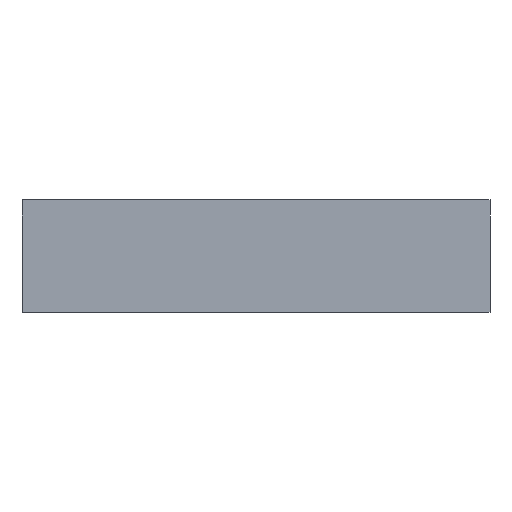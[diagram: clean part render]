
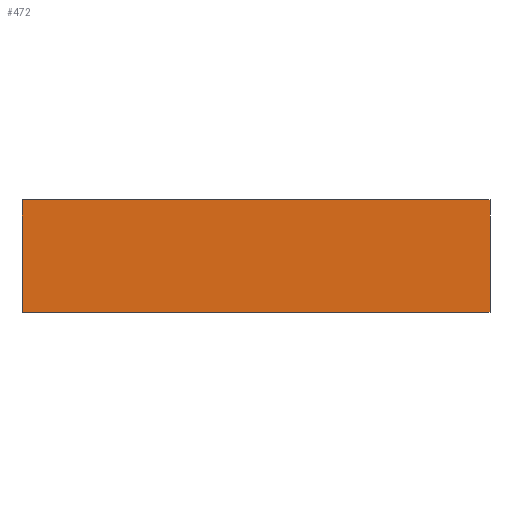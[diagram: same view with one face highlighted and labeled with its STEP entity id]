
A CAD part, front view. The second image highlights one B-rep face of the part: STEP entity #472.
In plain terms, the highlighted planar face has unit normal (0, -1, 0).
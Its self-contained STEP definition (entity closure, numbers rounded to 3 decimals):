
#108 = VERTEX_POINT('',#109);
#109 = CARTESIAN_POINT('',(-1.,-0.6,0.));
#115 = EDGE_CURVE('',#108,#116,#118,.T.);
#116 = VERTEX_POINT('',#117);
#117 = CARTESIAN_POINT('',(1.,-0.6,0.));
#118 = LINE('',#119,#120);
#119 = CARTESIAN_POINT('',(-1.,-0.6,0.));
#120 = VECTOR('',#121,1.);
#121 = DIRECTION('',(1.,0.,0.));
#162 = VERTEX_POINT('',#163);
#163 = CARTESIAN_POINT('',(1.,-0.6,0.48));
#198 = VERTEX_POINT('',#199);
#199 = CARTESIAN_POINT('',(-1.,-0.6,0.48));
#205 = EDGE_CURVE('',#198,#162,#206,.T.);
#206 = LINE('',#207,#208);
#207 = CARTESIAN_POINT('',(-1.,-0.6,0.48));
#208 = VECTOR('',#209,1.);
#209 = DIRECTION('',(1.,0.,0.));
#461 = EDGE_CURVE('',#162,#116,#462,.T.);
#462 = LINE('',#463,#464);
#463 = CARTESIAN_POINT('',(1.,-0.6,0.48));
#464 = VECTOR('',#465,1.);
#465 = DIRECTION('',(0.,0.,-1.));
#472 = ADVANCED_FACE('',(#473),#484,.F.);
#473 = FACE_BOUND('',#474,.T.);
#474 = EDGE_LOOP('',(#475,#476,#477,#478));
#475 = ORIENTED_EDGE('',*,*,#115,.T.);
#476 = ORIENTED_EDGE('',*,*,#461,.F.);
#477 = ORIENTED_EDGE('',*,*,#205,.F.);
#478 = ORIENTED_EDGE('',*,*,#479,.T.);
#479 = EDGE_CURVE('',#198,#108,#480,.T.);
#480 = LINE('',#481,#482);
#481 = CARTESIAN_POINT('',(-1.,-0.6,0.48));
#482 = VECTOR('',#483,1.);
#483 = DIRECTION('',(0.,0.,-1.));
#484 = PLANE('',#485);
#485 = AXIS2_PLACEMENT_3D('',#486,#487,#488);
#486 = CARTESIAN_POINT('',(-1.,-0.6,0.48));
#487 = DIRECTION('',(0.,1.,0.));
#488 = DIRECTION('',(-1.,0.,0.));
